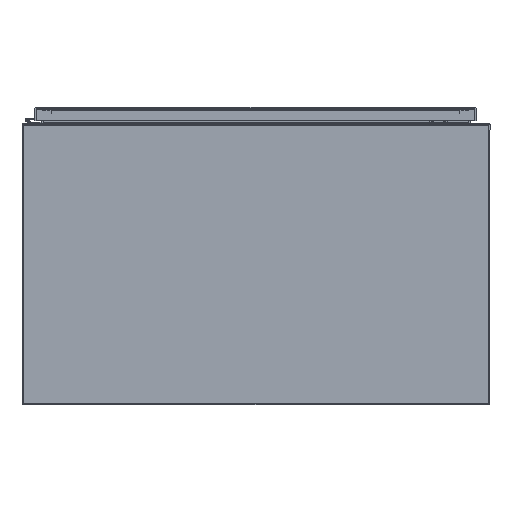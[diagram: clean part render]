
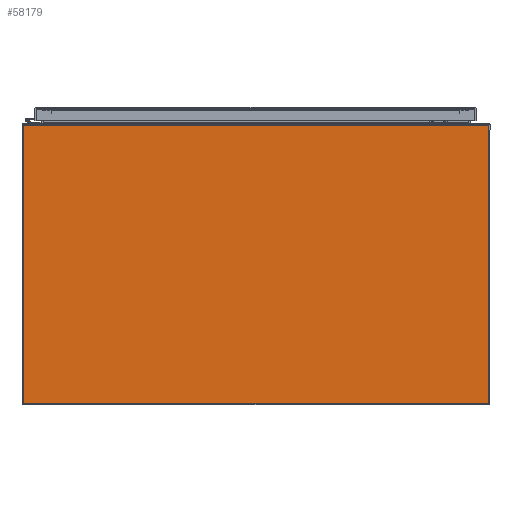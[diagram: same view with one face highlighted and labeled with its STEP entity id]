
A CAD part, front view. The second image highlights one B-rep face of the part: STEP entity #58179.
In plain terms, the highlighted face is planar.
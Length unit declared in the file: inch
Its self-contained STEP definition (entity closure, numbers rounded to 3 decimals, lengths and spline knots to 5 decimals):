
#7501 = ORIENTED_EDGE ( 'NONE', *, *, #23013, .F. ) ;
#11589 = DIRECTION ( 'NONE',  ( 0., 1., 0. ) ) ;
#12052 = ORIENTED_EDGE ( 'NONE', *, *, #64484, .T. ) ;
#21664 = CARTESIAN_POINT ( 'NONE',  ( 14.9688, 9.01565, 0.0937 ) ) ;
#22957 = VECTOR ( 'NONE', #175717, 39.37008 ) ;
#23013 = EDGE_CURVE ( 'NONE', #28456, #140687, #83533, .T. ) ;
#28456 = VERTEX_POINT ( 'NONE', #106965 ) ;
#30976 = ORIENTED_EDGE ( 'NONE', *, *, #121052, .F. ) ;
#46785 = ORIENTED_EDGE ( 'NONE', *, *, #132946, .F. ) ;
#58179 = ADVANCED_FACE ( 'NONE', ( #68353 ), #164398, .T. ) ;
#64484 = EDGE_CURVE ( 'NONE', #106874, #140687, #81262, .T. ) ;
#67342 = VERTEX_POINT ( 'NONE', #191008 ) ;
#68353 = FACE_OUTER_BOUND ( 'NONE', #135771, .T. ) ;
#81262 = LINE ( 'NONE', #93981, #163841 ) ;
#83533 = LINE ( 'NONE', #21664, #166147 ) ;
#93981 = CARTESIAN_POINT ( 'NONE',  ( -7.4844, -8.8907, 0.0937 ) ) ;
#106874 = VERTEX_POINT ( 'NONE', #136726 ) ;
#106965 = CARTESIAN_POINT ( 'NONE',  ( 14.9688, 9.01565, 0.0937 ) ) ;
#110636 = DIRECTION ( 'NONE',  ( 1., 0., 0. ) ) ;
#117666 = AXIS2_PLACEMENT_3D ( 'NONE', #161116, #160894, #160612 ) ;
#119867 = LINE ( 'NONE', #159398, #163668 ) ;
#121052 = EDGE_CURVE ( 'NONE', #67342, #28456, #187890, .T. ) ;
#132946 = EDGE_CURVE ( 'NONE', #106874, #67342, #119867, .T. ) ;
#135771 = EDGE_LOOP ( 'NONE', ( #12052, #7501, #30976, #46785 ) ) ;
#136726 = CARTESIAN_POINT ( 'NONE',  ( -14.9688, -8.8907, 0.0937 ) ) ;
#140687 = VERTEX_POINT ( 'NONE', #196329 ) ;
#159398 = CARTESIAN_POINT ( 'NONE',  ( -14.9688, -9.01565, 0.0937 ) ) ;
#160612 = DIRECTION ( 'NONE',  ( 1., 0., 0. ) ) ;
#160894 = DIRECTION ( 'NONE',  ( 0., 0., 1. ) ) ;
#161116 = CARTESIAN_POINT ( 'NONE',  ( 0., 0., 0.0937 ) ) ;
#163668 = VECTOR ( 'NONE', #11589, 39.37008 ) ;
#163841 = VECTOR ( 'NONE', #110636, 39.37008 ) ;
#164398 = PLANE ( 'NONE',  #117666 ) ;
#166147 = VECTOR ( 'NONE', #213734, 39.37008 ) ;
#175717 = DIRECTION ( 'NONE',  ( 1., 0., 0. ) ) ;
#187890 = LINE ( 'NONE', #208270, #22957 ) ;
#191008 = CARTESIAN_POINT ( 'NONE',  ( -14.9688, 9.01565, 0.0937 ) ) ;
#196329 = CARTESIAN_POINT ( 'NONE',  ( 14.9688, -8.8907, 0.0937 ) ) ;
#208270 = CARTESIAN_POINT ( 'NONE',  ( -14.9688, 9.01565, 0.0937 ) ) ;
#213734 = DIRECTION ( 'NONE',  ( 0., -1., 0. ) ) ;
